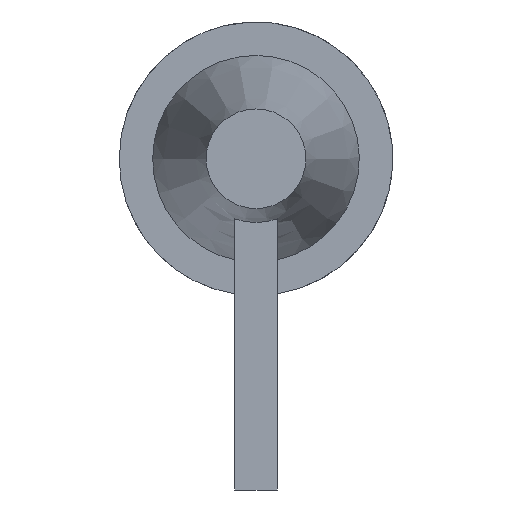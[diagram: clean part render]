
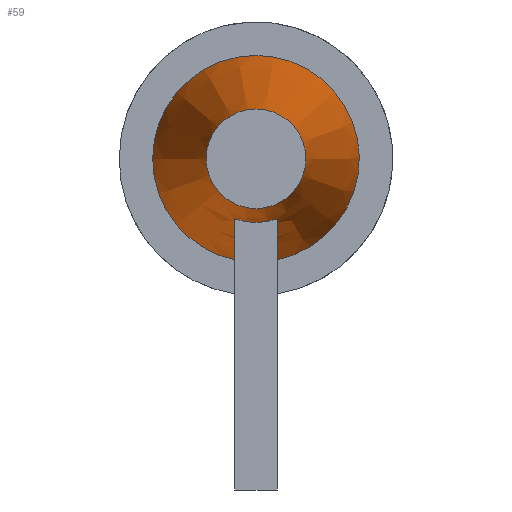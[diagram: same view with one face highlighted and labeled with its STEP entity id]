
A CAD part, left-side view. The second image highlights one B-rep face of the part: STEP entity #59.
In plain terms, the highlighted conical face has half-angle 10 degrees and reference radius 1.7 mm.
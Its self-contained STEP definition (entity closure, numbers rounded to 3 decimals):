
#21 = EDGE_CURVE('',#22,#24,#26,.T.);
#22 = VERTEX_POINT('',#23);
#23 = CARTESIAN_POINT('',(-3.01,-0.35,0.586));
#24 = VERTEX_POINT('',#25);
#25 = CARTESIAN_POINT('',(-3.01,1.7,2.25));
#26 = CIRCLE('',#27,1.7);
#27 = AXIS2_PLACEMENT_3D('',#28,#29,#30);
#28 = CARTESIAN_POINT('',(-3.01,0.,2.25));
#29 = DIRECTION('',(-1.,0.,0.));
#30 = DIRECTION('',(0.,1.,0.));
#59 = ADVANCED_FACE('',(#60,#113,#151),#189,.T.);
#60 = FACE_BOUND('',#61,.T.);
#61 = EDGE_LOOP('',(#62,#63,#71,#78,#79,#88,#97,#106));
#62 = ORIENTED_EDGE('',*,*,#21,.T.);
#63 = ORIENTED_EDGE('',*,*,#64,.T.);
#64 = EDGE_CURVE('',#24,#65,#67,.T.);
#65 = VERTEX_POINT('',#66);
#66 = CARTESIAN_POINT('',(-8.,0.82,2.25));
#67 = LINE('',#68,#69);
#68 = CARTESIAN_POINT('',(-3.01,1.7,2.25));
#69 = VECTOR('',#70,1.);
#70 = DIRECTION('',(-0.985,-0.174,0.)
  );
#71 = ORIENTED_EDGE('',*,*,#72,.F.);
#72 = EDGE_CURVE('',#65,#65,#73,.T.);
#73 = CIRCLE('',#74,0.82);
#74 = AXIS2_PLACEMENT_3D('',#75,#76,#77);
#75 = CARTESIAN_POINT('',(-8.,0.,2.25));
#76 = DIRECTION('',(-1.,0.,0.));
#77 = DIRECTION('',(0.,1.,0.));
#78 = ORIENTED_EDGE('',*,*,#64,.F.);
#79 = ORIENTED_EDGE('',*,*,#80,.T.);
#80 = EDGE_CURVE('',#24,#81,#83,.T.);
#81 = VERTEX_POINT('',#82);
#82 = CARTESIAN_POINT('',(-3.01,0.35,0.586));
#83 = CIRCLE('',#84,1.7);
#84 = AXIS2_PLACEMENT_3D('',#85,#86,#87);
#85 = CARTESIAN_POINT('',(-3.01,0.,2.25));
#86 = DIRECTION('',(-1.,0.,0.));
#87 = DIRECTION('',(0.,1.,0.));
#88 = ORIENTED_EDGE('',*,*,#89,.F.);
#89 = EDGE_CURVE('',#90,#81,#92,.T.);
#90 = VERTEX_POINT('',#91);
#91 = CARTESIAN_POINT('',(-3.1,0.35,0.603));
#92 = HYPERBOLA('',#93,1.985,0.35);
#93 = AXIS2_PLACEMENT_3D('',#94,#95,#96);
#94 = CARTESIAN_POINT('',(-12.651,0.35,2.25));
#95 = DIRECTION('',(0.,1.,0.));
#96 = DIRECTION('',(1.,0.,0.));
#97 = ORIENTED_EDGE('',*,*,#98,.T.);
#98 = EDGE_CURVE('',#90,#99,#101,.T.);
#99 = VERTEX_POINT('',#100);
#100 = CARTESIAN_POINT('',(-3.1,-0.35,0.603));
#101 = CIRCLE('',#102,1.684);
#102 = AXIS2_PLACEMENT_3D('',#103,#104,#105);
#103 = CARTESIAN_POINT('',(-3.1,0.,2.25));
#104 = DIRECTION('',(-1.,0.,0.));
#105 = DIRECTION('',(0.,1.,0.));
#106 = ORIENTED_EDGE('',*,*,#107,.F.);
#107 = EDGE_CURVE('',#22,#99,#108,.T.);
#108 = HYPERBOLA('',#109,1.985,0.35);
#109 = AXIS2_PLACEMENT_3D('',#110,#111,#112);
#110 = CARTESIAN_POINT('',(-12.651,-0.35,2.25));
#111 = DIRECTION('',(0.,-1.,0.));
#112 = DIRECTION('',(1.,0.,0.));
#113 = FACE_BOUND('',#114,.T.);
#114 = EDGE_LOOP('',(#115,#126,#135,#144));
#115 = ORIENTED_EDGE('',*,*,#116,.F.);
#116 = EDGE_CURVE('',#117,#119,#121,.T.);
#117 = VERTEX_POINT('',#118);
#118 = CARTESIAN_POINT('',(-4.9,0.35,0.929));
#119 = VERTEX_POINT('',#120);
#120 = CARTESIAN_POINT('',(-4.5,0.35,0.856));
#121 = HYPERBOLA('',#122,1.985,0.35);
#122 = AXIS2_PLACEMENT_3D('',#123,#124,#125);
#123 = CARTESIAN_POINT('',(-12.651,0.35,2.25));
#124 = DIRECTION('',(0.,1.,0.));
#125 = DIRECTION('',(1.,0.,0.));
#126 = ORIENTED_EDGE('',*,*,#127,.T.);
#127 = EDGE_CURVE('',#117,#128,#130,.T.);
#128 = VERTEX_POINT('',#129);
#129 = CARTESIAN_POINT('',(-4.9,-0.35,0.929));
#130 = CIRCLE('',#131,1.367);
#131 = AXIS2_PLACEMENT_3D('',#132,#133,#134);
#132 = CARTESIAN_POINT('',(-4.9,0.,2.25));
#133 = DIRECTION('',(-1.,0.,0.));
#134 = DIRECTION('',(0.,1.,0.));
#135 = ORIENTED_EDGE('',*,*,#136,.F.);
#136 = EDGE_CURVE('',#137,#128,#139,.T.);
#137 = VERTEX_POINT('',#138);
#138 = CARTESIAN_POINT('',(-4.5,-0.35,0.856));
#139 = HYPERBOLA('',#140,1.985,0.35);
#140 = AXIS2_PLACEMENT_3D('',#141,#142,#143);
#141 = CARTESIAN_POINT('',(-12.651,-0.35,2.25));
#142 = DIRECTION('',(0.,-1.,0.));
#143 = DIRECTION('',(1.,0.,0.));
#144 = ORIENTED_EDGE('',*,*,#145,.F.);
#145 = EDGE_CURVE('',#119,#137,#146,.T.);
#146 = CIRCLE('',#147,1.437);
#147 = AXIS2_PLACEMENT_3D('',#148,#149,#150);
#148 = CARTESIAN_POINT('',(-4.5,0.,2.25));
#149 = DIRECTION('',(-1.,0.,0.));
#150 = DIRECTION('',(0.,1.,0.));
#151 = FACE_BOUND('',#152,.T.);
#152 = EDGE_LOOP('',(#153,#164,#173,#182));
#153 = ORIENTED_EDGE('',*,*,#154,.F.);
#154 = EDGE_CURVE('',#155,#157,#159,.T.);
#155 = VERTEX_POINT('',#156);
#156 = CARTESIAN_POINT('',(-6.7,0.35,1.261));
#157 = VERTEX_POINT('',#158);
#158 = CARTESIAN_POINT('',(-6.3,0.35,1.186));
#159 = HYPERBOLA('',#160,1.985,0.35);
#160 = AXIS2_PLACEMENT_3D('',#161,#162,#163);
#161 = CARTESIAN_POINT('',(-12.651,0.35,2.25));
#162 = DIRECTION('',(0.,1.,0.));
#163 = DIRECTION('',(1.,0.,0.));
#164 = ORIENTED_EDGE('',*,*,#165,.T.);
#165 = EDGE_CURVE('',#155,#166,#168,.T.);
#166 = VERTEX_POINT('',#167);
#167 = CARTESIAN_POINT('',(-6.7,-0.35,1.261));
#168 = CIRCLE('',#169,1.049);
#169 = AXIS2_PLACEMENT_3D('',#170,#171,#172);
#170 = CARTESIAN_POINT('',(-6.7,0.,2.25));
#171 = DIRECTION('',(-1.,0.,0.));
#172 = DIRECTION('',(0.,1.,0.));
#173 = ORIENTED_EDGE('',*,*,#174,.F.);
#174 = EDGE_CURVE('',#175,#166,#177,.T.);
#175 = VERTEX_POINT('',#176);
#176 = CARTESIAN_POINT('',(-6.3,-0.35,1.186));
#177 = HYPERBOLA('',#178,1.985,0.35);
#178 = AXIS2_PLACEMENT_3D('',#179,#180,#181);
#179 = CARTESIAN_POINT('',(-12.651,-0.35,2.25));
#180 = DIRECTION('',(0.,-1.,0.));
#181 = DIRECTION('',(1.,0.,0.));
#182 = ORIENTED_EDGE('',*,*,#183,.F.);
#183 = EDGE_CURVE('',#157,#175,#184,.T.);
#184 = CIRCLE('',#185,1.12);
#185 = AXIS2_PLACEMENT_3D('',#186,#187,#188);
#186 = CARTESIAN_POINT('',(-6.3,0.,2.25));
#187 = DIRECTION('',(-1.,0.,0.));
#188 = DIRECTION('',(0.,1.,0.));
#189 = CONICAL_SURFACE('',#190,1.7,0.175);
#190 = AXIS2_PLACEMENT_3D('',#191,#192,#193);
#191 = CARTESIAN_POINT('',(-3.01,0.,2.25));
#192 = DIRECTION('',(1.,0.,0.));
#193 = DIRECTION('',(0.,1.,0.));
